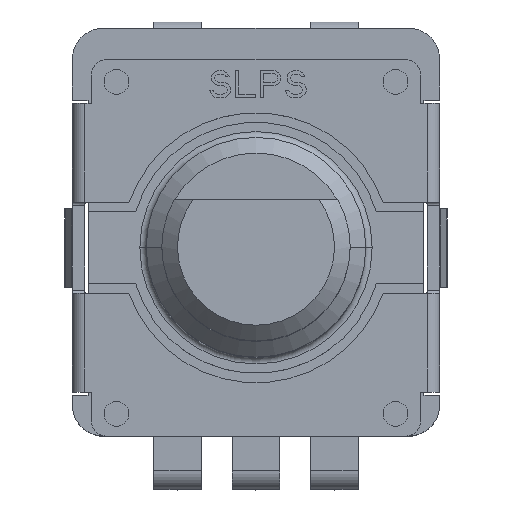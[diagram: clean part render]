
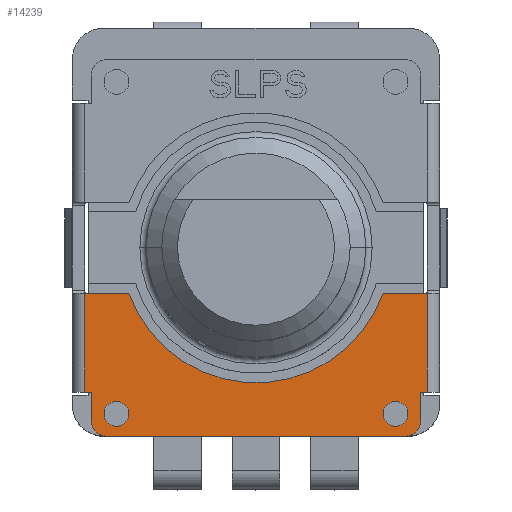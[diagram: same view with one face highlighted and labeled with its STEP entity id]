
A CAD part, top view. The second image highlights one B-rep face of the part: STEP entity #14239.
In plain terms, the highlighted planar face has unit normal (0, 0, 1).
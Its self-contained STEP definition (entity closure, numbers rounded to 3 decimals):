
#10051=CARTESIAN_POINT('',(-4.446,-5.287,4.5));
#10052=DIRECTION('',(0.,0.,-1.));
#10053=DIRECTION('',(1.,0.,0.));
#10054=AXIS2_PLACEMENT_3D('',#10051,#10052,#10053);
#10056=CARTESIAN_POINT('',(-4.446,-5.287,4.5));
#10057=DIRECTION('',(0.,0.,-1.));
#10058=DIRECTION('',(-1.,0.,0.));
#10059=AXIS2_PLACEMENT_3D('',#10056,#10057,#10058);
#10061=CARTESIAN_POINT('',(4.446,-5.287,4.5));
#10062=DIRECTION('',(0.,0.,-1.));
#10063=DIRECTION('',(1.,0.,0.));
#10064=AXIS2_PLACEMENT_3D('',#10061,#10062,#10063);
#10066=CARTESIAN_POINT('',(4.446,-5.287,4.5));
#10067=DIRECTION('',(0.,0.,-1.));
#10068=DIRECTION('',(-1.,0.,0.));
#10069=AXIS2_PLACEMENT_3D('',#10066,#10067,#10068);
#10071=DIRECTION('',(0.,-1.,0.));
#10072=VECTOR('',#10071,3.15);
#10073=CARTESIAN_POINT('',(-5.45,-1.45,4.5));
#10074=LINE('',#10073,#10072);
#10075=CARTESIAN_POINT('',(0.,0.,4.5));
#10076=DIRECTION('',(0.,0.,-1.));
#10077=DIRECTION('',(0.941,-0.337,0.));
#10078=AXIS2_PLACEMENT_3D('',#10075,#10076,#10077);
#10080=DIRECTION('',(0.,1.,0.));
#10081=VECTOR('',#10080,3.15);
#10082=CARTESIAN_POINT('',(5.45,-4.6,4.5));
#10083=LINE('',#10082,#10081);
#10084=DIRECTION('',(-1.,0.,0.));
#10085=VECTOR('',#10084,0.2);
#10086=CARTESIAN_POINT('',(5.45,-4.6,4.5));
#10087=LINE('',#10086,#10085);
#10088=DIRECTION('',(0.,1.,0.));
#10089=VECTOR('',#10088,0.9);
#10090=CARTESIAN_POINT('',(5.25,-5.5,4.5));
#10091=LINE('',#10090,#10089);
#10092=CARTESIAN_POINT('',(4.75,-5.5,4.5));
#10093=DIRECTION('',(0.,0.,1.));
#10094=DIRECTION('',(0.,-1.,0.));
#10095=AXIS2_PLACEMENT_3D('',#10092,#10093,#10094);
#10097=DIRECTION('',(1.,0.,0.));
#10098=VECTOR('',#10097,9.5);
#10099=CARTESIAN_POINT('',(-4.75,-6.,4.5));
#10100=LINE('',#10099,#10098);
#10101=CARTESIAN_POINT('',(-4.75,-5.5,4.5));
#10102=DIRECTION('',(0.,0.,1.));
#10103=DIRECTION('',(-1.,0.,0.));
#10104=AXIS2_PLACEMENT_3D('',#10101,#10102,#10103);
#10106=DIRECTION('',(0.,1.,0.));
#10107=VECTOR('',#10106,0.9);
#10108=CARTESIAN_POINT('',(-5.25,-5.5,4.5));
#10109=LINE('',#10108,#10107);
#10110=DIRECTION('',(1.,0.,0.));
#10111=VECTOR('',#10110,0.2);
#10112=CARTESIAN_POINT('',(-5.45,-4.6,4.5));
#10113=LINE('',#10112,#10111);
#11310=DIRECTION('',(-1.,0.,0.));
#11311=VECTOR('',#11310,1.402);
#11312=CARTESIAN_POINT('',(-4.048,-1.45,4.5));
#11313=LINE('',#11312,#11311);
#11332=DIRECTION('',(-1.,0.,0.));
#11333=VECTOR('',#11332,1.402);
#11334=CARTESIAN_POINT('',(5.45,-1.45,4.5));
#11335=LINE('',#11334,#11333);
#13203=CARTESIAN_POINT('',(4.048,-1.45,4.5));
#13204=CARTESIAN_POINT('',(-4.048,-1.45,4.5));
#13205=VERTEX_POINT('',#13203);
#13206=VERTEX_POINT('',#13204);
#13211=CARTESIAN_POINT('',(-5.25,-4.6,4.5));
#13213=VERTEX_POINT('',#13211);
#13219=CARTESIAN_POINT('',(5.25,-4.6,4.5));
#13221=VERTEX_POINT('',#13219);
#13235=CARTESIAN_POINT('',(-5.25,-5.5,4.5));
#13236=VERTEX_POINT('',#13235);
#13237=CARTESIAN_POINT('',(-4.75,-6.,4.5));
#13238=VERTEX_POINT('',#13237);
#13239=CARTESIAN_POINT('',(4.75,-6.,4.5));
#13240=CARTESIAN_POINT('',(5.25,-5.5,4.5));
#13241=VERTEX_POINT('',#13239);
#13242=VERTEX_POINT('',#13240);
#13328=CARTESIAN_POINT('',(5.45,-4.6,4.5));
#13330=VERTEX_POINT('',#13328);
#13331=CARTESIAN_POINT('',(5.45,-1.45,4.5));
#13332=VERTEX_POINT('',#13331);
#13435=CARTESIAN_POINT('',(-5.45,-4.6,4.5));
#13437=VERTEX_POINT('',#13435);
#13439=CARTESIAN_POINT('',(-5.45,-1.45,4.5));
#13440=VERTEX_POINT('',#13439);
#13609=CARTESIAN_POINT('',(-4.051,-5.287,4.5));
#13610=CARTESIAN_POINT('',(-4.841,-5.287,4.5));
#13611=VERTEX_POINT('',#13609);
#13612=VERTEX_POINT('',#13610);
#13617=CARTESIAN_POINT('',(4.841,-5.287,4.5));
#13618=CARTESIAN_POINT('',(4.051,-5.287,4.5));
#13619=VERTEX_POINT('',#13617);
#13620=VERTEX_POINT('',#13618);
#14196=CARTESIAN_POINT('',(0.,0.,4.5));
#14197=DIRECTION('',(0.,0.,1.));
#14198=DIRECTION('',(1.,0.,0.));
#14199=AXIS2_PLACEMENT_3D('',#14196,#14197,#14198);
#14200=PLANE('',#14199);
#14202=ORIENTED_EDGE('',*,*,#14201,.F.);
#14204=ORIENTED_EDGE('',*,*,#14203,.F.);
#14206=ORIENTED_EDGE('',*,*,#14205,.F.);
#14208=ORIENTED_EDGE('',*,*,#14207,.F.);
#14210=ORIENTED_EDGE('',*,*,#14209,.F.);
#14212=ORIENTED_EDGE('',*,*,#14211,.T.);
#14214=ORIENTED_EDGE('',*,*,#14213,.F.);
#14216=ORIENTED_EDGE('',*,*,#14215,.F.);
#14218=ORIENTED_EDGE('',*,*,#14217,.F.);
#14220=ORIENTED_EDGE('',*,*,#14219,.F.);
#14222=ORIENTED_EDGE('',*,*,#14221,.T.);
#14224=ORIENTED_EDGE('',*,*,#14223,.F.);
#14225=EDGE_LOOP('',(#14202,#14204,#14206,#14208,#14210,#14212,#14214,#14216,
#14218,#14220,#14222,#14224));
#14226=FACE_OUTER_BOUND('',#14225,.F.);
#14228=ORIENTED_EDGE('',*,*,#14227,.F.);
#14230=ORIENTED_EDGE('',*,*,#14229,.F.);
#14231=EDGE_LOOP('',(#14228,#14230));
#14232=FACE_BOUND('',#14231,.F.);
#14234=ORIENTED_EDGE('',*,*,#14233,.F.);
#14236=ORIENTED_EDGE('',*,*,#14235,.F.);
#14237=EDGE_LOOP('',(#14234,#14236));
#14238=FACE_BOUND('',#14237,.F.);
#14239=ADVANCED_FACE('',(#14226,#14232,#14238),#14200,.T.);
#10055=CIRCLE('',#10054,0.395);
#10060=CIRCLE('',#10059,0.395);
#10065=CIRCLE('',#10064,0.395);
#10070=CIRCLE('',#10069,0.395);
#10079=CIRCLE('',#10078,4.3);
#10096=CIRCLE('',#10095,0.5);
#10105=CIRCLE('',#10104,0.5);
#14201=EDGE_CURVE('',#13440,#13437,#10074,.T.);
#14203=EDGE_CURVE('',#13206,#13440,#11313,.T.);
#14205=EDGE_CURVE('',#13205,#13206,#10079,.T.);
#14207=EDGE_CURVE('',#13332,#13205,#11335,.T.);
#14209=EDGE_CURVE('',#13330,#13332,#10083,.T.);
#14211=EDGE_CURVE('',#13330,#13221,#10087,.T.);
#14213=EDGE_CURVE('',#13242,#13221,#10091,.T.);
#14215=EDGE_CURVE('',#13241,#13242,#10096,.T.);
#14217=EDGE_CURVE('',#13238,#13241,#10100,.T.);
#14219=EDGE_CURVE('',#13236,#13238,#10105,.T.);
#14221=EDGE_CURVE('',#13236,#13213,#10109,.T.);
#14223=EDGE_CURVE('',#13437,#13213,#10113,.T.);
#14227=EDGE_CURVE('',#13611,#13612,#10055,.T.);
#14229=EDGE_CURVE('',#13612,#13611,#10060,.T.);
#14233=EDGE_CURVE('',#13619,#13620,#10065,.T.);
#14235=EDGE_CURVE('',#13620,#13619,#10070,.T.);
